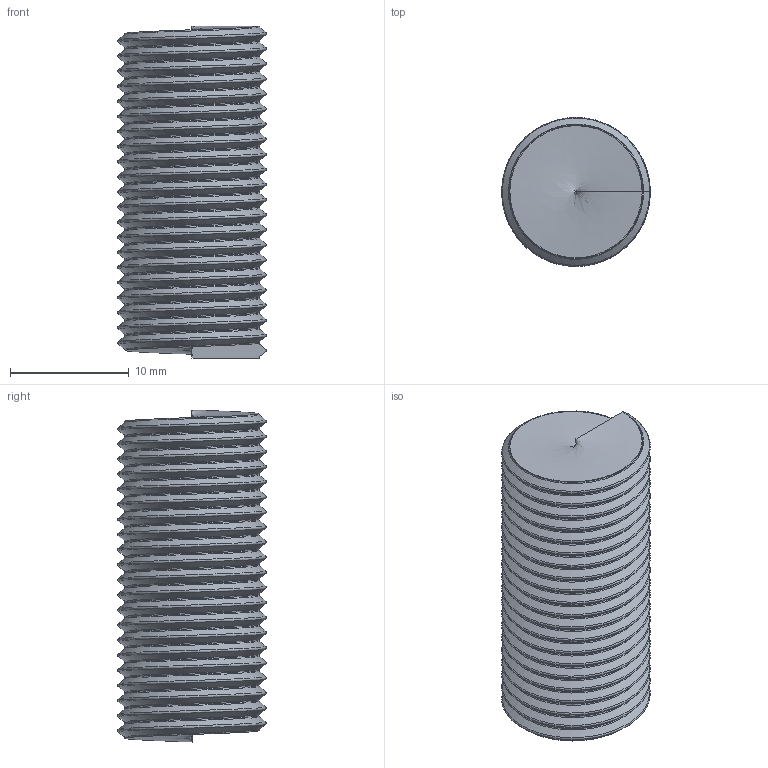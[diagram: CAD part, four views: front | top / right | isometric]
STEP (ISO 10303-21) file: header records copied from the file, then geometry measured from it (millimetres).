
FILE_DESCRIPTION(('FreeCAD Model'),'2;1');
FILE_NAME('Open CASCADE Shape Model','2021-06-14T23:57:19',( 'Anool Mahidharia'),('WyoLum'),'Open CASCADE STEP processor 7.4', 'FreeCAD','Unknown');
FILE_SCHEMA(('AUTOMOTIVE_DESIGN { 1 0 10303 214 1 1 1 1 }'));
Products named in the file (1): AdditivePipe
Bounding box: 12.5 x 12.5 x 27.94 mm (x, y, z)
Volume: 2964.8 mm3; surface area: 5654.7 mm2
Topology: 1 solids, 1 shells, 212 faces, 449 edges, 220 vertices
Faces by surface type: bspline 210, plane 2
Entity records: 31175 total; most frequent: CARTESIAN_POINT 28493, ORIENTED_EDGE 860, EDGE_CURVE 430, B_SPLINE_CURVE_WITH_KNOTS 315, VERTEX_POINT 220, ADVANCED_FACE 212, FACE_BOUND 212, EDGE_LOOP 212
